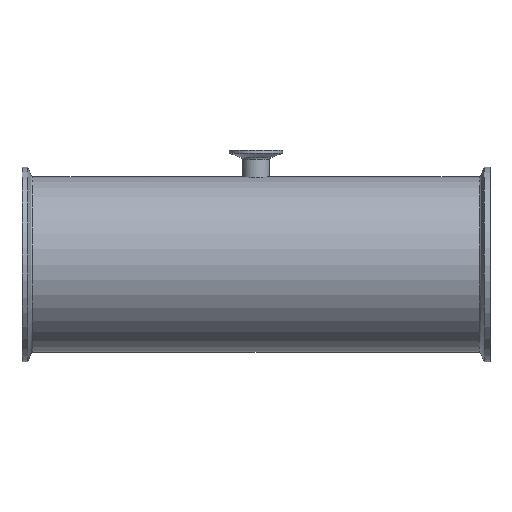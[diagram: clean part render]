
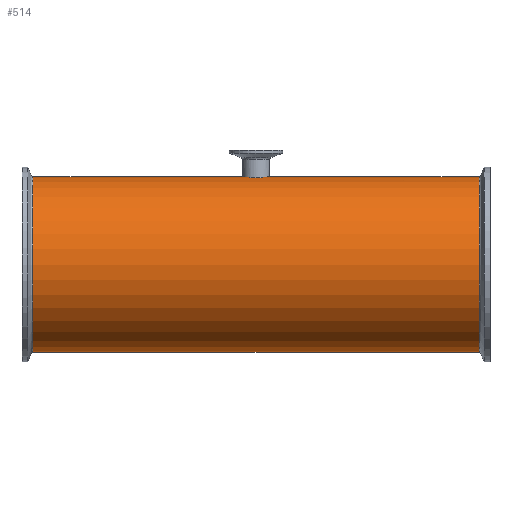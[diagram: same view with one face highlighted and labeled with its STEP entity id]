
A CAD part, front view. The second image highlights one B-rep face of the part: STEP entity #514.
In plain terms, the highlighted cylindrical face has radius 82.6 mm (diameter 165.2 mm), a full revolution.
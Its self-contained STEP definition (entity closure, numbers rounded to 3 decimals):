
#15=B_SPLINE_CURVE_WITH_KNOTS('',3,(#904,#905,#906,#907,#908,#909,#910,
#911,#912,#913),.UNSPECIFIED.,.F.,.F.,(4,2,2,2,4),(0.,0.479,
0.958,1.438,1.917),.UNSPECIFIED.);
#16=B_SPLINE_CURVE_WITH_KNOTS('',3,(#914,#915,#916,#917,#918,#919,#920,
#921,#922,#923,#924,#925,#926,#927,#928,#929,#930,#931,#932,#933,#934,#935,
#936,#937,#938,#939),.UNSPECIFIED.,.F.,.F.,(4,2,2,2,2,2,2,2,2,2,2,2,4),
(1.917,2.396,2.875,3.354,3.834,
4.313,4.792,5.271,5.751,6.23,
6.709,7.188,7.667),.UNSPECIFIED.);
#19=CYLINDRICAL_SURFACE('',#586,82.6);
#28=FACE_BOUND('',#126,.T.);
#43=LINE('',#901,#59);
#59=VECTOR('',#714,82.6);
#89=FACE_OUTER_BOUND('',#125,.T.);
#125=EDGE_LOOP('',(#373,#374,#375,#376,#377,#378));
#126=EDGE_LOOP('',(#379,#380));
#172=CIRCLE('',#582,82.6);
#173=CIRCLE('',#583,82.6);
#175=CIRCLE('',#587,82.6);
#176=CIRCLE('',#588,82.6);
#226=VERTEX_POINT('',#887);
#227=VERTEX_POINT('',#889);
#229=VERTEX_POINT('',#897);
#230=VERTEX_POINT('',#898);
#231=VERTEX_POINT('',#902);
#232=VERTEX_POINT('',#903);
#280=EDGE_CURVE('',#226,#227,#172,.T.);
#281=EDGE_CURVE('',#227,#226,#173,.T.);
#284=EDGE_CURVE('',#229,#230,#175,.T.);
#285=EDGE_CURVE('',#230,#229,#176,.T.);
#286=EDGE_CURVE('',#230,#227,#43,.T.);
#287=EDGE_CURVE('',#231,#232,#15,.T.);
#288=EDGE_CURVE('',#232,#231,#16,.T.);
#373=ORIENTED_EDGE('',*,*,#284,.F.);
#374=ORIENTED_EDGE('',*,*,#285,.F.);
#375=ORIENTED_EDGE('',*,*,#286,.T.);
#376=ORIENTED_EDGE('',*,*,#280,.F.);
#377=ORIENTED_EDGE('',*,*,#281,.F.);
#378=ORIENTED_EDGE('',*,*,#286,.F.);
#379=ORIENTED_EDGE('',*,*,#287,.T.);
#380=ORIENTED_EDGE('',*,*,#288,.T.);
#514=ADVANCED_FACE('',(#89,#28),#19,.T.);
#582=AXIS2_PLACEMENT_3D('',#890,#699,#700);
#583=AXIS2_PLACEMENT_3D('',#891,#701,#702);
#586=AXIS2_PLACEMENT_3D('',#896,#708,#709);
#587=AXIS2_PLACEMENT_3D('',#899,#710,#711);
#588=AXIS2_PLACEMENT_3D('',#900,#712,#713);
#699=DIRECTION('center_axis',(-1.,0.,0.));
#700=DIRECTION('ref_axis',(0.,0.,1.));
#701=DIRECTION('center_axis',(-1.,0.,0.));
#702=DIRECTION('ref_axis',(0.,0.,1.));
#708=DIRECTION('center_axis',(1.,0.,0.));
#709=DIRECTION('ref_axis',(0.,1.,0.));
#710=DIRECTION('center_axis',(1.,0.,0.));
#711=DIRECTION('ref_axis',(0.,0.,-1.));
#712=DIRECTION('center_axis',(1.,0.,0.));
#713=DIRECTION('ref_axis',(0.,0.,-1.));
#714=DIRECTION('',(-1.,0.,0.));
#887=CARTESIAN_POINT('',(-209.76,0.,82.6));
#889=CARTESIAN_POINT('',(-209.76,-82.6,0.));
#890=CARTESIAN_POINT('Origin',(-209.76,0.,0.));
#891=CARTESIAN_POINT('Origin',(-209.76,0.,0.));
#896=CARTESIAN_POINT('Origin',(0.,0.,0.));
#897=CARTESIAN_POINT('',(209.76,0.,-82.6));
#898=CARTESIAN_POINT('',(209.76,-82.6,0.));
#899=CARTESIAN_POINT('Origin',(209.76,0.,0.));
#900=CARTESIAN_POINT('Origin',(209.76,0.,0.));
#901=CARTESIAN_POINT('',(0.,-82.6,0.));
#902=CARTESIAN_POINT('',(0.,-12.7,81.618));
#903=CARTESIAN_POINT('',(-12.7,0.,82.6));
#904=CARTESIAN_POINT('Ctrl Pts',(0.,-12.7,81.618));
#905=CARTESIAN_POINT('Ctrl Pts',(-1.597,-12.7,81.618));
#906=CARTESIAN_POINT('Ctrl Pts',(-3.299,-12.38,81.67));
#907=CARTESIAN_POINT('Ctrl Pts',(-6.428,-11.083,81.856));
#908=CARTESIAN_POINT('Ctrl Pts',(-7.854,-10.106,81.987));
#909=CARTESIAN_POINT('Ctrl Pts',(-10.106,-7.854,82.234));
#910=CARTESIAN_POINT('Ctrl Pts',(-11.083,-6.428,82.364));
#911=CARTESIAN_POINT('Ctrl Pts',(-12.38,-3.299,82.549));
#912=CARTESIAN_POINT('Ctrl Pts',(-12.7,-1.597,82.6));
#913=CARTESIAN_POINT('Ctrl Pts',(-12.7,0.,82.6));
#914=CARTESIAN_POINT('Ctrl Pts',(-12.7,0.,82.6));
#915=CARTESIAN_POINT('Ctrl Pts',(-12.7,1.597,82.6));
#916=CARTESIAN_POINT('Ctrl Pts',(-12.38,3.299,82.549));
#917=CARTESIAN_POINT('Ctrl Pts',(-11.083,6.428,82.364));
#918=CARTESIAN_POINT('Ctrl Pts',(-10.106,7.854,82.234));
#919=CARTESIAN_POINT('Ctrl Pts',(-7.854,10.106,81.987));
#920=CARTESIAN_POINT('Ctrl Pts',(-6.428,11.083,81.856));
#921=CARTESIAN_POINT('Ctrl Pts',(-3.299,12.38,81.67));
#922=CARTESIAN_POINT('Ctrl Pts',(-1.597,12.7,81.618));
#923=CARTESIAN_POINT('Ctrl Pts',(1.597,12.7,81.618));
#924=CARTESIAN_POINT('Ctrl Pts',(3.299,12.38,81.67));
#925=CARTESIAN_POINT('Ctrl Pts',(6.428,11.083,81.856));
#926=CARTESIAN_POINT('Ctrl Pts',(7.854,10.106,81.987));
#927=CARTESIAN_POINT('Ctrl Pts',(10.106,7.854,82.234));
#928=CARTESIAN_POINT('Ctrl Pts',(11.083,6.428,82.364));
#929=CARTESIAN_POINT('Ctrl Pts',(12.38,3.299,82.549));
#930=CARTESIAN_POINT('Ctrl Pts',(12.7,1.597,82.6));
#931=CARTESIAN_POINT('Ctrl Pts',(12.7,-1.597,82.6));
#932=CARTESIAN_POINT('Ctrl Pts',(12.38,-3.299,82.549));
#933=CARTESIAN_POINT('Ctrl Pts',(11.083,-6.428,82.364));
#934=CARTESIAN_POINT('Ctrl Pts',(10.106,-7.854,82.234));
#935=CARTESIAN_POINT('Ctrl Pts',(7.854,-10.106,81.987));
#936=CARTESIAN_POINT('Ctrl Pts',(6.428,-11.083,81.856));
#937=CARTESIAN_POINT('Ctrl Pts',(3.299,-12.38,81.67));
#938=CARTESIAN_POINT('Ctrl Pts',(1.597,-12.7,81.618));
#939=CARTESIAN_POINT('Ctrl Pts',(0.,-12.7,81.618));
